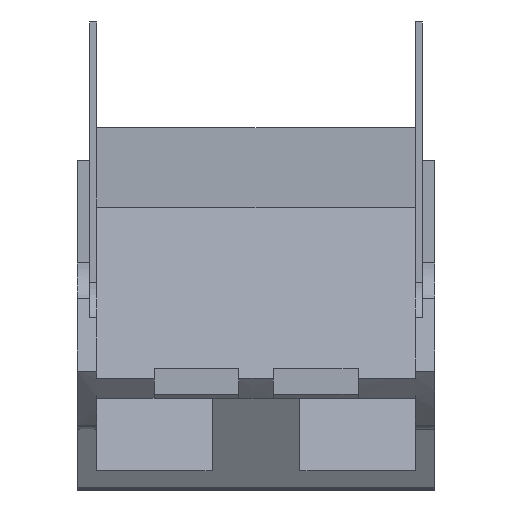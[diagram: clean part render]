
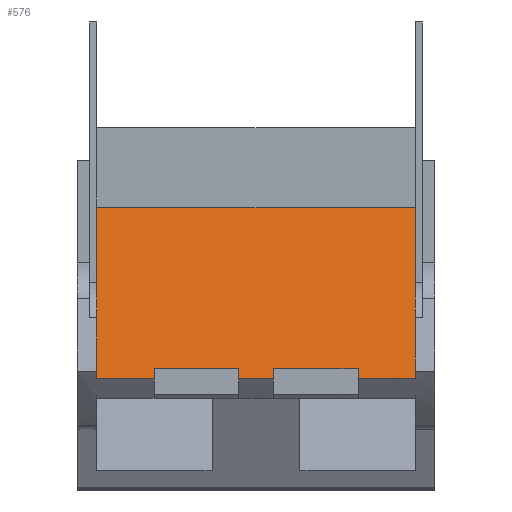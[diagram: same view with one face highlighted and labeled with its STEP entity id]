
A CAD part, top view. The second image highlights one B-rep face of the part: STEP entity #576.
In plain terms, the highlighted planar face has unit normal (0, 0.873, 0.489).
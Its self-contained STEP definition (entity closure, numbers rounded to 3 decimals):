
#434=AXIS2_PLACEMENT_3D('Plane Axis2P3D',#431,#432,#433) ;
#90=CARTESIAN_POINT('Vertex',(3.753,5.762,102.56)) ;
#94=CARTESIAN_POINT('Control Point',(3.753,5.762,102.56)) ;
#95=CARTESIAN_POINT('Control Point',(3.753,5.604,102.841)) ;
#96=CARTESIAN_POINT('Control Point',(3.753,5.446,103.123)) ;
#97=CARTESIAN_POINT('Control Point',(3.753,5.289,103.404)) ;
#98=CARTESIAN_POINT('Vertex',(3.753,5.289,103.404)) ;
#227=CARTESIAN_POINT('Vertex',(7.903,5.289,103.404)) ;
#231=CARTESIAN_POINT('Control Point',(7.903,5.762,102.56)) ;
#232=CARTESIAN_POINT('Control Point',(7.903,5.604,102.841)) ;
#233=CARTESIAN_POINT('Control Point',(7.903,5.446,103.123)) ;
#234=CARTESIAN_POINT('Control Point',(7.903,5.289,103.404)) ;
#235=CARTESIAN_POINT('Vertex',(7.903,5.762,102.56)) ;
#262=CARTESIAN_POINT('Line Origine',(5.828,5.762,102.56)) ;
#355=CARTESIAN_POINT('Line Origine',(11.86,5.289,103.404)) ;
#359=CARTESIAN_POINT('Vertex',(0.95,5.289,103.404)) ;
#431=CARTESIAN_POINT('Axis2P3D Location',(19.817,9.434,96.003)) ;
#436=CARTESIAN_POINT('Line Origine',(8.753,5.289,103.404)) ;
#440=CARTESIAN_POINT('Vertex',(9.603,5.289,103.404)) ;
#443=CARTESIAN_POINT('Line Origine',(9.603,5.525,102.982)) ;
#447=CARTESIAN_POINT('Vertex',(9.603,5.762,102.56)) ;
#450=CARTESIAN_POINT('Line Origine',(11.678,5.762,102.56)) ;
#454=CARTESIAN_POINT('Vertex',(13.753,5.762,102.56)) ;
#457=CARTESIAN_POINT('Line Origine',(13.753,5.525,102.982)) ;
#461=CARTESIAN_POINT('Vertex',(13.753,5.289,103.404)) ;
#464=CARTESIAN_POINT('Line Origine',(14.688,5.289,103.404)) ;
#468=CARTESIAN_POINT('Vertex',(15.622,5.289,103.404)) ;
#471=CARTESIAN_POINT('Line Origine',(15.622,5.293,103.397)) ;
#475=CARTESIAN_POINT('Vertex',(15.622,5.297,103.39)) ;
#478=CARTESIAN_POINT('Line Origine',(16.086,5.297,103.39)) ;
#482=CARTESIAN_POINT('Vertex',(16.55,5.297,103.39)) ;
#485=CARTESIAN_POINT('Line Origine',(16.55,5.354,103.288)) ;
#489=CARTESIAN_POINT('Vertex',(16.55,5.411,103.186)) ;
#492=CARTESIAN_POINT('Line Origine',(16.55,7.063,100.235)) ;
#496=CARTESIAN_POINT('Vertex',(16.55,8.716,97.285)) ;
#499=CARTESIAN_POINT('Line Origine',(16.55,10.045,94.912)) ;
#503=CARTESIAN_POINT('Vertex',(16.55,11.373,92.54)) ;
#506=CARTESIAN_POINT('Line Origine',(16.55,12.526,90.482)) ;
#510=CARTESIAN_POINT('Vertex',(16.55,13.678,88.424)) ;
#513=CARTESIAN_POINT('Line Origine',(8.75,13.678,88.424)) ;
#517=CARTESIAN_POINT('Vertex',(0.95,13.678,88.424)) ;
#520=CARTESIAN_POINT('Line Origine',(0.95,13.659,88.459)) ;
#524=CARTESIAN_POINT('Vertex',(0.95,13.639,88.494)) ;
#527=CARTESIAN_POINT('Line Origine',(0.95,12.506,90.517)) ;
#531=CARTESIAN_POINT('Vertex',(0.95,11.373,92.54)) ;
#534=CARTESIAN_POINT('Line Origine',(0.95,10.045,94.912)) ;
#538=CARTESIAN_POINT('Vertex',(0.95,8.716,97.285)) ;
#541=CARTESIAN_POINT('Line Origine',(0.95,7.063,100.235)) ;
#545=CARTESIAN_POINT('Vertex',(0.95,5.411,103.186)) ;
#548=CARTESIAN_POINT('Line Origine',(0.95,5.35,103.295)) ;
#263=DIRECTION('Vector Direction',(-1.,0.,0.)) ;
#356=DIRECTION('Vector Direction',(-1.,0.,0.)) ;
#432=DIRECTION('Axis2P3D Direction',(0.,-0.872,-0.489)) ;
#433=DIRECTION('Axis2P3D XDirection',(-1.,0.,0.)) ;
#437=DIRECTION('Vector Direction',(-1.,0.,0.)) ;
#444=DIRECTION('Vector Direction',(0.,0.489,-0.872)) ;
#451=DIRECTION('Vector Direction',(-1.,0.,0.)) ;
#458=DIRECTION('Vector Direction',(0.,0.489,-0.872)) ;
#465=DIRECTION('Vector Direction',(-1.,0.,0.)) ;
#472=DIRECTION('Vector Direction',(-0.009,-0.489,0.872)) ;
#479=DIRECTION('Vector Direction',(-1.,0.,0.)) ;
#486=DIRECTION('Vector Direction',(0.,0.489,-0.872)) ;
#493=DIRECTION('Vector Direction',(0.,-0.489,0.872)) ;
#500=DIRECTION('Vector Direction',(0.,-0.489,0.872)) ;
#507=DIRECTION('Vector Direction',(0.,-0.489,0.872)) ;
#514=DIRECTION('Vector Direction',(1.,0.,0.)) ;
#521=DIRECTION('Vector Direction',(0.,0.489,-0.872)) ;
#528=DIRECTION('Vector Direction',(0.,0.489,-0.872)) ;
#535=DIRECTION('Vector Direction',(0.,0.489,-0.872)) ;
#542=DIRECTION('Vector Direction',(0.,0.489,-0.872)) ;
#549=DIRECTION('Vector Direction',(0.,0.489,-0.872)) ;
#264=VECTOR('Line Direction',#263,1.) ;
#357=VECTOR('Line Direction',#356,1.) ;
#438=VECTOR('Line Direction',#437,1.) ;
#445=VECTOR('Line Direction',#444,1.) ;
#452=VECTOR('Line Direction',#451,1.) ;
#459=VECTOR('Line Direction',#458,1.) ;
#466=VECTOR('Line Direction',#465,1.) ;
#473=VECTOR('Line Direction',#472,1.) ;
#480=VECTOR('Line Direction',#479,1.) ;
#487=VECTOR('Line Direction',#486,1.) ;
#494=VECTOR('Line Direction',#493,1.) ;
#501=VECTOR('Line Direction',#500,1.) ;
#508=VECTOR('Line Direction',#507,1.) ;
#515=VECTOR('Line Direction',#514,1.) ;
#522=VECTOR('Line Direction',#521,1.) ;
#529=VECTOR('Line Direction',#528,1.) ;
#536=VECTOR('Line Direction',#535,1.) ;
#543=VECTOR('Line Direction',#542,1.) ;
#550=VECTOR('Line Direction',#549,1.) ;
#554=ORIENTED_EDGE('',*,*,#237,.F.) ;
#555=ORIENTED_EDGE('',*,*,#442,.T.) ;
#556=ORIENTED_EDGE('',*,*,#449,.T.) ;
#557=ORIENTED_EDGE('',*,*,#456,.F.) ;
#558=ORIENTED_EDGE('',*,*,#463,.F.) ;
#559=ORIENTED_EDGE('',*,*,#470,.T.) ;
#560=ORIENTED_EDGE('',*,*,#477,.T.) ;
#561=ORIENTED_EDGE('',*,*,#484,.F.) ;
#562=ORIENTED_EDGE('',*,*,#491,.F.) ;
#563=ORIENTED_EDGE('',*,*,#498,.F.) ;
#564=ORIENTED_EDGE('',*,*,#505,.F.) ;
#565=ORIENTED_EDGE('',*,*,#512,.T.) ;
#566=ORIENTED_EDGE('',*,*,#519,.F.) ;
#567=ORIENTED_EDGE('',*,*,#526,.F.) ;
#568=ORIENTED_EDGE('',*,*,#533,.T.) ;
#569=ORIENTED_EDGE('',*,*,#540,.F.) ;
#570=ORIENTED_EDGE('',*,*,#547,.F.) ;
#571=ORIENTED_EDGE('',*,*,#552,.T.) ;
#572=ORIENTED_EDGE('',*,*,#361,.T.) ;
#573=ORIENTED_EDGE('',*,*,#100,.F.) ;
#574=ORIENTED_EDGE('',*,*,#266,.F.) ;
#576=ADVANCED_FACE('SIDE',(#575),#435,.F.) ;
#93=B_SPLINE_CURVE_WITH_KNOTS('',3,(#94,#95,#96,#97),.UNSPECIFIED.,.F.,.U.,(4,4),(0.,0.968),.UNSPECIFIED.) ;
#230=B_SPLINE_CURVE_WITH_KNOTS('',3,(#231,#232,#233,#234),.UNSPECIFIED.,.F.,.U.,(4,4),(0.,0.968),.UNSPECIFIED.) ;
#100=EDGE_CURVE('',#91,#99,#93,.T.) ;
#237=EDGE_CURVE('',#228,#236,#230,.F.) ;
#266=EDGE_CURVE('',#236,#91,#265,.T.) ;
#361=EDGE_CURVE('',#360,#99,#358,.F.) ;
#442=EDGE_CURVE('',#228,#441,#439,.F.) ;
#449=EDGE_CURVE('',#441,#448,#446,.T.) ;
#456=EDGE_CURVE('',#455,#448,#453,.T.) ;
#463=EDGE_CURVE('',#462,#455,#460,.T.) ;
#470=EDGE_CURVE('',#462,#469,#467,.F.) ;
#477=EDGE_CURVE('',#469,#476,#474,.F.) ;
#484=EDGE_CURVE('',#483,#476,#481,.T.) ;
#491=EDGE_CURVE('',#490,#483,#488,.F.) ;
#498=EDGE_CURVE('',#497,#490,#495,.T.) ;
#505=EDGE_CURVE('',#504,#497,#502,.T.) ;
#512=EDGE_CURVE('',#504,#511,#509,.F.) ;
#519=EDGE_CURVE('',#518,#511,#516,.T.) ;
#526=EDGE_CURVE('',#525,#518,#523,.T.) ;
#533=EDGE_CURVE('',#525,#532,#530,.F.) ;
#540=EDGE_CURVE('',#539,#532,#537,.T.) ;
#547=EDGE_CURVE('',#546,#539,#544,.T.) ;
#552=EDGE_CURVE('',#546,#360,#551,.F.) ;
#553=EDGE_LOOP('',(#554,#555,#556,#557,#558,#559,#560,#561,#562,#563,#564,#565,#566,#567,#568,#569,#570,#571,#572,#573,#574)) ;
#575=FACE_OUTER_BOUND('',#553,.T.) ;
#265=LINE('Line',#262,#264) ;
#358=LINE('Line',#355,#357) ;
#439=LINE('Line',#436,#438) ;
#446=LINE('Line',#443,#445) ;
#453=LINE('Line',#450,#452) ;
#460=LINE('Line',#457,#459) ;
#467=LINE('Line',#464,#466) ;
#474=LINE('Line',#471,#473) ;
#481=LINE('Line',#478,#480) ;
#488=LINE('Line',#485,#487) ;
#495=LINE('Line',#492,#494) ;
#502=LINE('Line',#499,#501) ;
#509=LINE('Line',#506,#508) ;
#516=LINE('Line',#513,#515) ;
#523=LINE('Line',#520,#522) ;
#530=LINE('Line',#527,#529) ;
#537=LINE('Line',#534,#536) ;
#544=LINE('Line',#541,#543) ;
#551=LINE('Line',#548,#550) ;
#435=PLANE('',#434) ;
#91=VERTEX_POINT('',#90) ;
#99=VERTEX_POINT('',#98) ;
#228=VERTEX_POINT('',#227) ;
#236=VERTEX_POINT('',#235) ;
#360=VERTEX_POINT('',#359) ;
#441=VERTEX_POINT('',#440) ;
#448=VERTEX_POINT('',#447) ;
#455=VERTEX_POINT('',#454) ;
#462=VERTEX_POINT('',#461) ;
#469=VERTEX_POINT('',#468) ;
#476=VERTEX_POINT('',#475) ;
#483=VERTEX_POINT('',#482) ;
#490=VERTEX_POINT('',#489) ;
#497=VERTEX_POINT('',#496) ;
#504=VERTEX_POINT('',#503) ;
#511=VERTEX_POINT('',#510) ;
#518=VERTEX_POINT('',#517) ;
#525=VERTEX_POINT('',#524) ;
#532=VERTEX_POINT('',#531) ;
#539=VERTEX_POINT('',#538) ;
#546=VERTEX_POINT('',#545) ;
